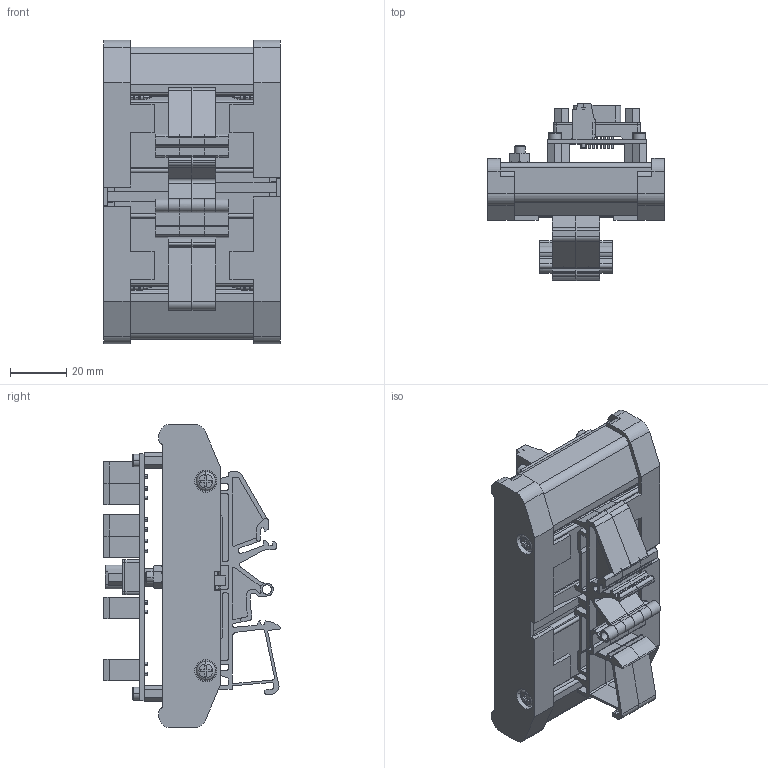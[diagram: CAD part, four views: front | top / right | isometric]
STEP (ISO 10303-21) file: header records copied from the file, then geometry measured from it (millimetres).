
FILE_DESCRIPTION((''),'2;1');
FILE_NAME('161201.5.stp','2017-01-20T14:13:51',(''),(''),'Mechanical Desktop 2009','Mechanical Desktop 2009',', , ');
FILE_SCHEMA(('CONFIG_CONTROL_DESIGN'));
Length unit declared in the file: millimetre
Products named in the file (52): E1612015; E1612011; _PF RS 100 OR 2000MM A.1 4144870000 100; E1612011|AVE_RENDER; E1612011|AVE_GLOBAL; E1612011|RM_SDB; E1612012; _AP 100 OR 1185060000; E1612012|AVE_RENDER; E1612012|AVE_GLOBAL; E1612012|RM_SDB; E1612013; _PTSC KB40x14 4019420000; E1612013|AVE_RENDER; E1612013|AVE_GLOBAL; E1612013|RM_SDB; E1612014; _RF 180 OR 1324460000; E1612014|AVE_RENDER; E1612014|AVE_GLOBAL; E1612014|RM_SDB; E49251; TEIL1A; EINPRESSGEWINDEBOLZEN_M2_5X6; EINPRESSGEWINDEBOLZEN_M2_5X6A; EINPRESSGEWINDEBOLZEN_M4X10; EINPRESSGEWINDEBOLZEN_M4X10A; U-SCHEIBE_M4A; U-SCHEIBE_M4; FEDERRING_M4; FEDERRING_M4A; 6KT-MUTTER_M4A; 6KT-MUTTER_M4; DISTANZBOLZEN_6KT_M2_5X10; DISTANZBOLZEN_6KT_M2_5X10A; E0107105; TEIL1; KLEMME_LM3.5_90; KLEMME_LM3.5_90A; SUB_D_9_KUPPLUNG_PRINT ...
Assembly tree (113 placements, depth 4):
  E1612015
    E1612011
      _PF RS 100 OR 2000MM A.1 4144870000 100
      E1612011|AVE_RENDER  x8
      E1612011|AVE_GLOBAL
      E1612011|RM_SDB  x3
    E1612012  x2
      _AP 100 OR 1185060000
      E1612012|AVE_RENDER
      E1612012|AVE_GLOBAL
      E1612012|RM_SDB
    E1612013  x4
      _PTSC KB40x14 4019420000
      E1612013|AVE_RENDER
      E1612013|AVE_GLOBAL
      E1612013|RM_SDB
    E1612014  x2
      _RF 180 OR 1324460000
      E1612014|AVE_RENDER
      E1612014|AVE_GLOBAL
      E1612014|RM_SDB
    E49251
      TEIL1A
      EINPRESSGEWINDEBOLZEN_M2_5X6  x4
        EINPRESSGEWINDEBOLZEN_M2_5X6A
      EINPRESSGEWINDEBOLZEN_M4X10
        EINPRESSGEWINDEBOLZEN_M4X10A
    U-SCHEIBE_M4A  x2
      U-SCHEIBE_M4
    FEDERRING_M4
      FEDERRING_M4A
    6KT-MUTTER_M4A
      6KT-MUTTER_M4
    DISTANZBOLZEN_6KT_M2_5X10  x4
      DISTANZBOLZEN_6KT_M2_5X10A
    E0107105
      TEIL1
      KLEMME_LM3.5_90  x6
        KLEMME_LM3.5_90A
      SUB_D_9_KUPPLUNG_PRINT
        SUB_D_9_KUPPLUNG_PRINTA
    I-6KT_SCHRAUBE_M2_5X5A  x4
      I-6KT_SCHRAUBE_M2_5X5
    DISTANZBOLZEN_6KT_M3X10  x2
      DISTANZBOLZEN_6KT_M3X10A
    DISTANZBOLZEN_6KT_M3X5A  x2
      DISTANZBOLZEN_6KT_M3X5
    U-SCHEIBE_M3A  x2
      U-SCHEIBE_M3
    6KT-MUTTER_M3  x2
      6KT-MUTTER_M3A
    RM_SDB  x3
Bounding box: 63 x 62.95 x 108.2 mm (x, y, z)
Volume: 69043.3 mm3; surface area: 81197.2 mm2
Topology: 43 solids, 43 shells, 1959 faces, 5192 edges, 3428 vertices
Faces by surface type: plane 1047, cylinder 652, cone 152, torus 96, sphere 8, bspline 4
Entity records: 29901 total; most frequent: DIRECTION 5267, CARTESIAN_POINT 5176, ORIENTED_EDGE 4810, EDGE_CURVE 2405, AXIS2_PLACEMENT_3D 1895, VERTEX_POINT 1590, VECTOR 1477, LINE 1477
